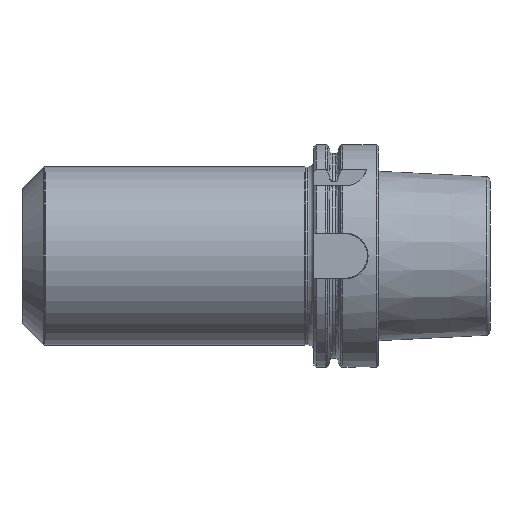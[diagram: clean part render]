
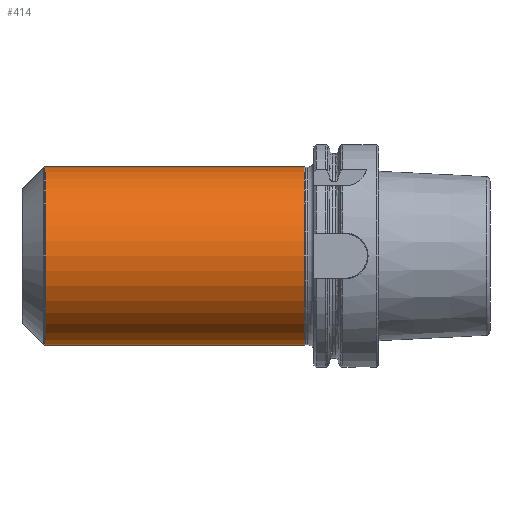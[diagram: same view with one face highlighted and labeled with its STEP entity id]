
A CAD part, front view. The second image highlights one B-rep face of the part: STEP entity #414.
In plain terms, the highlighted cylindrical face has radius 40 mm (diameter 80 mm), a full revolution.
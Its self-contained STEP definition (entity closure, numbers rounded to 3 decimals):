
#73=CYLINDRICAL_SURFACE('',#1571,40.);
#320=FACE_BOUND('',#607,.T.);
#321=FACE_BOUND('',#608,.T.);
#414=ADVANCED_FACE('',(#320,#321),#73,.T.);
#607=EDGE_LOOP('',(#1000));
#608=EDGE_LOOP('',(#1001));
#1000=ORIENTED_EDGE('',*,*,#1351,.T.);
#1001=ORIENTED_EDGE('',*,*,#1352,.F.);
#1153=VERTEX_POINT('',#3036);
#1154=VERTEX_POINT('',#3039);
#1351=EDGE_CURVE('',#1153,#1153,#1418,.T.);
#1352=EDGE_CURVE('',#1154,#1154,#1419,.T.);
#1418=CIRCLE('',#1568,40.);
#1419=CIRCLE('',#1570,40.);
#1568=AXIS2_PLACEMENT_3D('',#3035,#1914,#1915);
#1570=AXIS2_PLACEMENT_3D('',#3038,#1918,#1919);
#1571=AXIS2_PLACEMENT_3D('',#3040,#1920,#1921);
#1914=DIRECTION('',(1.,0.,0.));
#1915=DIRECTION('',(0.,0.,1.));
#1918=DIRECTION('',(1.,0.,0.));
#1919=DIRECTION('',(0.,0.,1.));
#1920=DIRECTION('',(-1.,0.,0.));
#1921=DIRECTION('',(0.,0.,1.));
#3035=CARTESIAN_POINT('',(10.347,0.,0.));
#3036=CARTESIAN_POINT('',(10.347,0.,40.));
#3038=CARTESIAN_POINT('',(126.727,0.,0.));
#3039=CARTESIAN_POINT('',(126.727,0.,40.));
#3040=CARTESIAN_POINT('',(0.,0.,0.));
